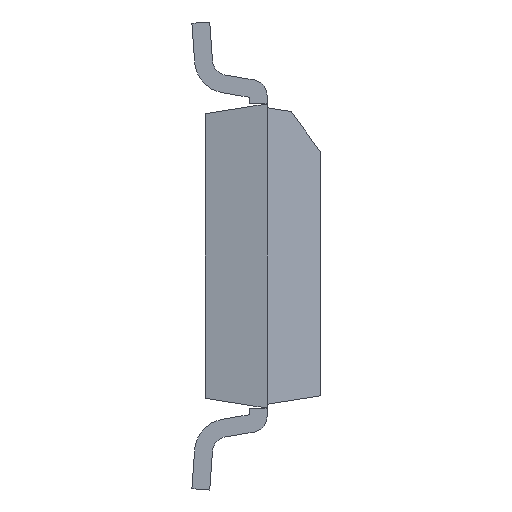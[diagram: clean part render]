
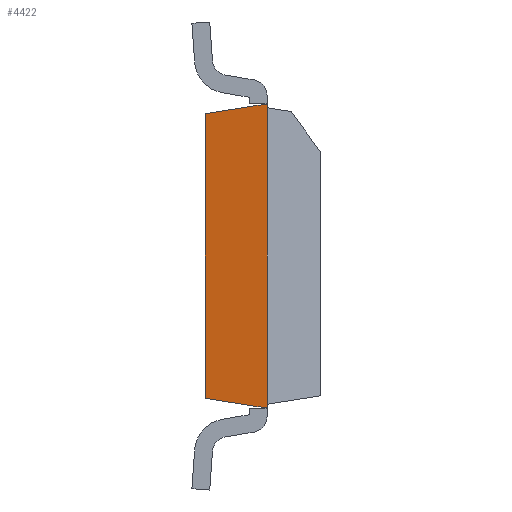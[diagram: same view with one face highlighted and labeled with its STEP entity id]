
A CAD part, left-side view. The second image highlights one B-rep face of the part: STEP entity #4422.
In plain terms, the highlighted planar face has unit normal (-0.988, 0.156, 0).
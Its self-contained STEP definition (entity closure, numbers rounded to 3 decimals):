
#470 = DIRECTION ( 'NONE',  ( -0.155, -0.976, -0.155 ) ) ;
#531 = VECTOR ( 'NONE', #470, 1000. ) ;
#703 = DIRECTION ( 'NONE',  ( -0.988, 0.156, 0. ) ) ;
#803 = EDGE_CURVE ( 'NONE', #4389, #3017, #4058, .T. ) ;
#938 = DIRECTION ( 'NONE',  ( 0., 0., 1. ) ) ;
#999 = ORIENTED_EDGE ( 'NONE', *, *, #1182, .F. ) ;
#1006 = CARTESIAN_POINT ( 'NONE',  ( -2.32, 0.79, -1.825 ) ) ;
#1146 = ORIENTED_EDGE ( 'NONE', *, *, #2611, .F. ) ;
#1182 = EDGE_CURVE ( 'NONE', #4389, #2754, #2573, .T. ) ;
#1335 = AXIS2_PLACEMENT_3D ( 'NONE', #4982, #703, #4192 ) ;
#1465 = ORIENTED_EDGE ( 'NONE', *, *, #803, .T. ) ;
#1627 = VECTOR ( 'NONE', #938, 1000. ) ;
#1646 = LINE ( 'NONE', #3202, #2571 ) ;
#1767 = CARTESIAN_POINT ( 'NONE',  ( -2.32, 0.79, 1.825 ) ) ;
#2063 = DIRECTION ( 'NONE',  ( -0.155, -0.976, 0.155 ) ) ;
#2070 = VECTOR ( 'NONE', #4488, 1000. ) ;
#2109 = CARTESIAN_POINT ( 'NONE',  ( -2.445, 0., -1.95 ) ) ;
#2571 = VECTOR ( 'NONE', #2063, 1000. ) ;
#2573 = LINE ( 'NONE', #4989, #1627 ) ;
#2611 = EDGE_CURVE ( 'NONE', #2754, #4121, #1646, .T. ) ;
#2689 = EDGE_CURVE ( 'NONE', #3017, #4121, #2935, .T. ) ;
#2690 = ORIENTED_EDGE ( 'NONE', *, *, #2689, .T. ) ;
#2754 = VERTEX_POINT ( 'NONE', #1767 ) ;
#2935 = LINE ( 'NONE', #3307, #2070 ) ;
#2999 = CARTESIAN_POINT ( 'NONE',  ( -2.445, 0., -1.95 ) ) ;
#3017 = VERTEX_POINT ( 'NONE', #2999 ) ;
#3202 = CARTESIAN_POINT ( 'NONE',  ( -2.445, 0., 1.95 ) ) ;
#3307 = CARTESIAN_POINT ( 'NONE',  ( -2.445, 0., -1.95 ) ) ;
#4022 = EDGE_LOOP ( 'NONE', ( #2690, #1146, #999, #1465 ) ) ;
#4058 = LINE ( 'NONE', #2109, #531 ) ;
#4121 = VERTEX_POINT ( 'NONE', #4651 ) ;
#4164 = PLANE ( 'NONE',  #1335 ) ;
#4192 = DIRECTION ( 'NONE',  ( -0.156, -0.988, 0. ) ) ;
#4389 = VERTEX_POINT ( 'NONE', #1006 ) ;
#4422 = ADVANCED_FACE ( 'NONE', ( #4954 ), #4164, .T. ) ;
#4488 = DIRECTION ( 'NONE',  ( 0., 0., 1. ) ) ;
#4651 = CARTESIAN_POINT ( 'NONE',  ( -2.445, 0., 1.95 ) ) ;
#4954 = FACE_OUTER_BOUND ( 'NONE', #4022, .T. ) ;
#4982 = CARTESIAN_POINT ( 'NONE',  ( -2.445, 0., -1.95 ) ) ;
#4989 = CARTESIAN_POINT ( 'NONE',  ( -2.32, 0.79, -1.95 ) ) ;
